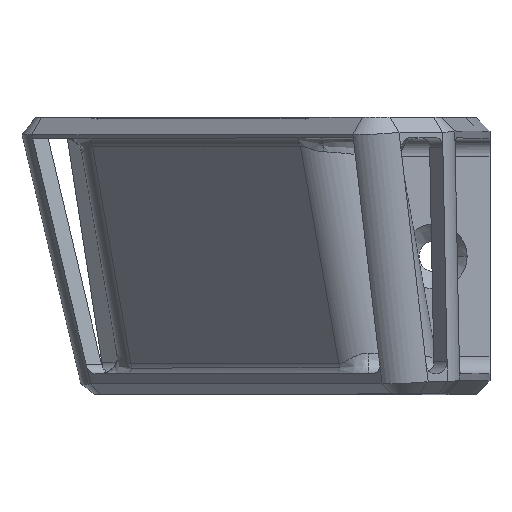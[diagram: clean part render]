
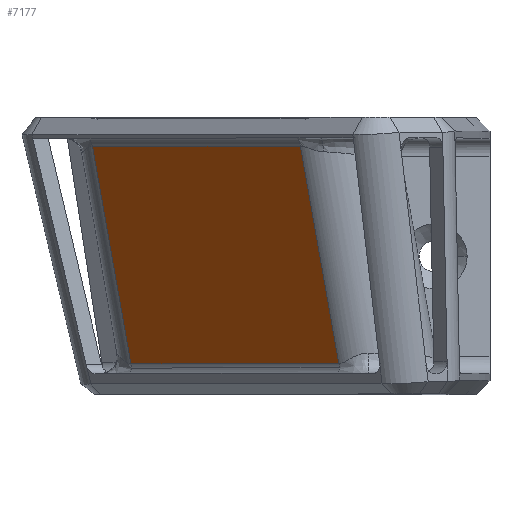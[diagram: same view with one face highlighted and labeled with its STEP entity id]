
A CAD part, top view. The second image highlights one B-rep face of the part: STEP entity #7177.
In plain terms, the highlighted planar face has unit normal (-0.686, -0.242, 0.686).
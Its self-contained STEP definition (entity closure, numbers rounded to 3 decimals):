
#82 = DIRECTION ( 'NONE',  ( -0.707, 0., -0.707 ) ) ;
#174 = ORIENTED_EDGE ( 'NONE', *, *, #271, .T. ) ;
#271 = EDGE_CURVE ( 'NONE', #1304, #5432, #3588, .T. ) ;
#554 = ORIENTED_EDGE ( 'NONE', *, *, #3033, .T. ) ;
#754 = PLANE ( 'NONE',  #773 ) ;
#773 = AXIS2_PLACEMENT_3D ( 'NONE', #3053, #5670, #2110 ) ;
#1206 = CARTESIAN_POINT ( 'NONE',  ( 130.077, -274.304, -254.865 ) ) ;
#1281 = EDGE_CURVE ( 'NONE', #4910, #5432, #5962, .T. ) ;
#1304 = VERTEX_POINT ( 'NONE', #3778 ) ;
#1322 = FACE_OUTER_BOUND ( 'NONE', #3356, .T. ) ;
#1508 = CARTESIAN_POINT ( 'NONE',  ( 61.362, 114.405, -186.151 ) ) ;
#1788 = CARTESIAN_POINT ( 'NONE',  ( 59.241, 114.405, -188.272 ) ) ;
#1939 = CARTESIAN_POINT ( 'NONE',  ( 91.414, 114.405, -156.099 ) ) ;
#2110 = DIRECTION ( 'NONE',  ( -0.707, 0., -0.707 ) ) ;
#2155 = EDGE_CURVE ( 'NONE', #1304, #2880, #4641, .T. ) ;
#2853 = ORIENTED_EDGE ( 'NONE', *, *, #1281, .F. ) ;
#2880 = VERTEX_POINT ( 'NONE', #1939 ) ;
#3030 = VECTOR ( 'NONE', #4096, 1000. ) ;
#3033 = EDGE_CURVE ( 'NONE', #4910, #2880, #4708, .T. ) ;
#3053 = CARTESIAN_POINT ( 'NONE',  ( 127.955, -274.304, -256.987 ) ) ;
#3356 = EDGE_LOOP ( 'NONE', ( #5492, #174, #2853, #554 ) ) ;
#3588 = LINE ( 'NONE', #6524, #6294 ) ;
#3778 = CARTESIAN_POINT ( 'NONE',  ( 85.866, 145.787, -150.551 ) ) ;
#4096 = DIRECTION ( 'NONE',  ( 0.171, -0.97, -0.171 ) ) ;
#4242 = CARTESIAN_POINT ( 'NONE',  ( 55.814, 145.787, -180.603 ) ) ;
#4641 = LINE ( 'NONE', #6968, #3030 ) ;
#4708 = LINE ( 'NONE', #1788, #6185 ) ;
#4910 = VERTEX_POINT ( 'NONE', #1508 ) ;
#5335 = VECTOR ( 'NONE', #5841, 1000. ) ;
#5432 = VERTEX_POINT ( 'NONE', #4242 ) ;
#5492 = ORIENTED_EDGE ( 'NONE', *, *, #2155, .F. ) ;
#5670 = DIRECTION ( 'NONE',  ( 0.686, 0.243, -0.686 ) ) ;
#5841 = DIRECTION ( 'NONE',  ( -0.171, 0.97, 0.171 ) ) ;
#5962 = LINE ( 'NONE', #1206, #5335 ) ;
#5980 = DIRECTION ( 'NONE',  ( 0.707, 0., 0.707 ) ) ;
#6185 = VECTOR ( 'NONE', #5980, 1000. ) ;
#6294 = VECTOR ( 'NONE', #82, 1000. ) ;
#6524 = CARTESIAN_POINT ( 'NONE',  ( 53.693, 145.787, -182.725 ) ) ;
#6968 = CARTESIAN_POINT ( 'NONE',  ( 160.129, -274.304, -224.813 ) ) ;
#7177 = ADVANCED_FACE ( 'NONE', ( #1322 ), #754, .F. ) ;
